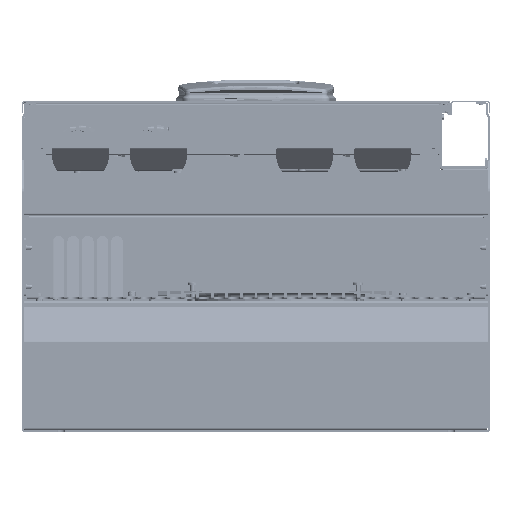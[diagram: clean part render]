
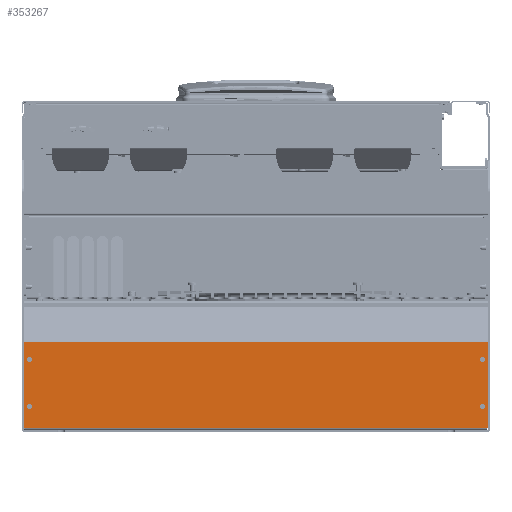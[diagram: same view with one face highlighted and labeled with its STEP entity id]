
A CAD part, front view. The second image highlights one B-rep face of the part: STEP entity #353267.
In plain terms, the highlighted planar face has unit normal (0, -1, 0).
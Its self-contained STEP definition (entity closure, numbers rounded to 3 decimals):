
#349920=DIRECTION('',(-1.,0.,0.));
#349921=VECTOR('',#349920,474.6);
#349922=CARTESIAN_POINT('',(214.569,-784.4,
-152.));
#349923=LINE('',#349922,#349921);
#349934=DIRECTION('',(1.,0.,0.));
#349935=VECTOR('',#349934,0.5);
#349936=CARTESIAN_POINT('',(-260.531,-784.4,
-152.));
#349937=LINE('',#349936,#349935);
#349941=DIRECTION('',(0.,0.,-1.));
#349942=VECTOR('',#349941,87.866);
#349943=CARTESIAN_POINT('',(-260.531,-784.4,
-64.134));
#349944=LINE('',#349943,#349942);
#349948=DIRECTION('',(0.,0.,1.));
#349949=VECTOR('',#349948,87.866);
#349950=CARTESIAN_POINT('',(215.069,-784.4,
-152.));
#349951=LINE('',#349950,#349949);
#349955=DIRECTION('',(1.,0.,0.));
#349956=VECTOR('',#349955,0.5);
#349957=CARTESIAN_POINT('',(214.569,-784.4,
-152.));
#349958=LINE('',#349957,#349956);
#349962=CARTESIAN_POINT('',(209.77,-784.4,
-81.75));
#349963=DIRECTION('',(0.,1.,0.));
#349964=DIRECTION('',(0.,0.,1.));
#349965=AXIS2_PLACEMENT_3D('',#349962,#349963,#349964);
#349970=CARTESIAN_POINT('',(209.77,-784.4,
-81.75));
#349971=DIRECTION('',(0.,1.,0.));
#349972=DIRECTION('',(0.,0.,-1.));
#349973=AXIS2_PLACEMENT_3D('',#349970,#349971,#349972);
#349978=CARTESIAN_POINT('',(209.77,-784.4,
-129.75));
#349979=DIRECTION('',(0.,1.,0.));
#349980=DIRECTION('',(0.,0.,1.));
#349981=AXIS2_PLACEMENT_3D('',#349978,#349979,#349980);
#349986=CARTESIAN_POINT('',(209.77,-784.4,
-129.75));
#349987=DIRECTION('',(0.,1.,0.));
#349988=DIRECTION('',(0.,0.,-1.));
#349989=AXIS2_PLACEMENT_3D('',#349986,#349987,#349988);
#349994=CARTESIAN_POINT('',(-255.23,-784.4,
-129.75));
#349995=DIRECTION('',(0.,1.,0.));
#349996=DIRECTION('',(0.,0.,1.));
#349997=AXIS2_PLACEMENT_3D('',#349994,#349995,#349996);
#350002=CARTESIAN_POINT('',(-255.23,-784.4,
-129.75));
#350003=DIRECTION('',(0.,1.,0.));
#350004=DIRECTION('',(0.,0.,-1.));
#350005=AXIS2_PLACEMENT_3D('',#350002,#350003,#350004);
#350010=CARTESIAN_POINT('',(-255.23,-784.4,
-81.75));
#350011=DIRECTION('',(0.,1.,0.));
#350012=DIRECTION('',(0.,0.,1.));
#350013=AXIS2_PLACEMENT_3D('',#350010,#350011,#350012);
#350018=CARTESIAN_POINT('',(-255.23,-784.4,
-81.75));
#350019=DIRECTION('',(0.,1.,0.));
#350020=DIRECTION('',(0.,0.,-1.));
#350021=AXIS2_PLACEMENT_3D('',#350018,#350019,#350020);
#350540=DIRECTION('',(1.,0.,0.));
#350541=VECTOR('',#350540,475.6);
#350542=CARTESIAN_POINT('',(-260.531,-784.4,
-64.134));
#350543=LINE('',#350542,#350541);
#351276=CARTESIAN_POINT('',(209.77,-784.4,
-84.35));
#351278=VERTEX_POINT('',#351276);
#351280=CARTESIAN_POINT('',(209.77,-784.4,
-79.15));
#351282=VERTEX_POINT('',#351280);
#351284=CARTESIAN_POINT('',(209.77,-784.4,
-132.35));
#351286=VERTEX_POINT('',#351284);
#351288=CARTESIAN_POINT('',(209.77,-784.4,
-127.15));
#351290=VERTEX_POINT('',#351288);
#351292=CARTESIAN_POINT('',(-255.23,-784.4,
-132.35));
#351294=VERTEX_POINT('',#351292);
#351296=CARTESIAN_POINT('',(-255.23,-784.4,
-127.15));
#351298=VERTEX_POINT('',#351296);
#351300=CARTESIAN_POINT('',(-255.23,-784.4,
-84.35));
#351302=VERTEX_POINT('',#351300);
#351304=CARTESIAN_POINT('',(-255.23,-784.4,
-79.15));
#351306=VERTEX_POINT('',#351304);
#351631=CARTESIAN_POINT('',(215.069,-784.4,
-152.));
#351632=VERTEX_POINT('',#351631);
#351633=CARTESIAN_POINT('',(215.069,-784.4,
-64.134));
#351634=VERTEX_POINT('',#351633);
#351635=CARTESIAN_POINT('',(-260.531,-784.4,
-64.134));
#351636=CARTESIAN_POINT('',(-260.531,-784.4,
-152.));
#351637=VERTEX_POINT('',#351635);
#351638=VERTEX_POINT('',#351636);
#351643=CARTESIAN_POINT('',(-260.031,-784.4,
-152.));
#351644=VERTEX_POINT('',#351643);
#351649=CARTESIAN_POINT('',(214.569,-784.4,
-152.));
#351650=VERTEX_POINT('',#351649);
#353225=CARTESIAN_POINT('',(-22.731,-784.4,
-108.067));
#353226=DIRECTION('',(0.,1.,0.));
#353227=DIRECTION('',(0.,0.,-1.));
#353228=AXIS2_PLACEMENT_3D('',#353225,#353226,#353227);
#353229=PLANE('',#353228);
#353230=ORIENTED_EDGE('',*,*,#353218,.T.);
#353232=ORIENTED_EDGE('',*,*,#353231,.F.);
#353234=ORIENTED_EDGE('',*,*,#353233,.F.);
#353236=ORIENTED_EDGE('',*,*,#353235,.T.);
#353238=ORIENTED_EDGE('',*,*,#353237,.F.);
#353240=ORIENTED_EDGE('',*,*,#353239,.F.);
#353241=EDGE_LOOP('',(#353230,#353232,#353234,#353236,#353238,#353240));
#353242=FACE_OUTER_BOUND('',#353241,.F.);
#353244=ORIENTED_EDGE('',*,*,#353243,.F.);
#353246=ORIENTED_EDGE('',*,*,#353245,.F.);
#353247=EDGE_LOOP('',(#353244,#353246));
#353248=FACE_BOUND('',#353247,.F.);
#353250=ORIENTED_EDGE('',*,*,#353249,.F.);
#353252=ORIENTED_EDGE('',*,*,#353251,.F.);
#353253=EDGE_LOOP('',(#353250,#353252));
#353254=FACE_BOUND('',#353253,.F.);
#353256=ORIENTED_EDGE('',*,*,#353255,.F.);
#353258=ORIENTED_EDGE('',*,*,#353257,.F.);
#353259=EDGE_LOOP('',(#353256,#353258));
#353260=FACE_BOUND('',#353259,.F.);
#353262=ORIENTED_EDGE('',*,*,#353261,.F.);
#353264=ORIENTED_EDGE('',*,*,#353263,.F.);
#353265=EDGE_LOOP('',(#353262,#353264));
#353266=FACE_BOUND('',#353265,.F.);
#353267=ADVANCED_FACE('',(#353242,#353248,#353254,#353260,#353266),#353229,.F.);
#349966=CIRCLE('',#349965,2.6);
#349974=CIRCLE('',#349973,2.6);
#349982=CIRCLE('',#349981,2.6);
#349990=CIRCLE('',#349989,2.6);
#349998=CIRCLE('',#349997,2.6);
#350006=CIRCLE('',#350005,2.6);
#350014=CIRCLE('',#350013,2.6);
#350022=CIRCLE('',#350021,2.6);
#353218=EDGE_CURVE('',#351650,#351644,#349923,.T.);
#353231=EDGE_CURVE('',#351638,#351644,#349937,.T.);
#353233=EDGE_CURVE('',#351637,#351638,#349944,.T.);
#353235=EDGE_CURVE('',#351637,#351634,#350543,.T.);
#353237=EDGE_CURVE('',#351632,#351634,#349951,.T.);
#353239=EDGE_CURVE('',#351650,#351632,#349958,.T.);
#353243=EDGE_CURVE('',#351282,#351278,#349966,.T.);
#353245=EDGE_CURVE('',#351278,#351282,#349974,.T.);
#353249=EDGE_CURVE('',#351290,#351286,#349982,.T.);
#353251=EDGE_CURVE('',#351286,#351290,#349990,.T.);
#353255=EDGE_CURVE('',#351298,#351294,#349998,.T.);
#353257=EDGE_CURVE('',#351294,#351298,#350006,.T.);
#353261=EDGE_CURVE('',#351306,#351302,#350014,.T.);
#353263=EDGE_CURVE('',#351302,#351306,#350022,.T.);
